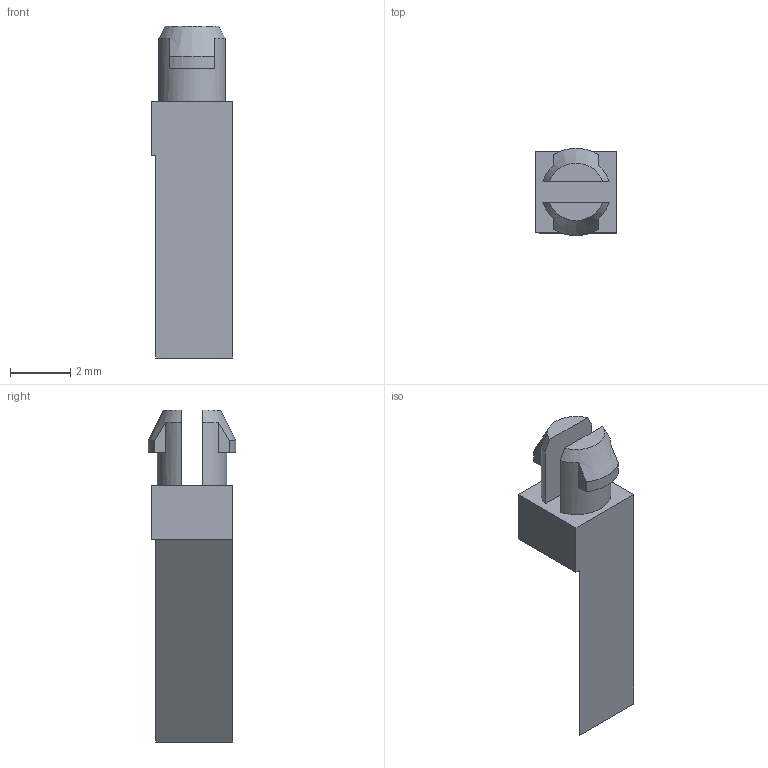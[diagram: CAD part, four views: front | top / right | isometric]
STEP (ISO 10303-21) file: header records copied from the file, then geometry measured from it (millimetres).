
FILE_DESCRIPTION(('Creo Elements/Direct Modeling STEP Export'),'2;1');
FILE_NAME('0ln7uvk5357j88j1116','2020-06-10T15:13:02',(''),(''),'Creo Elements/Direct Modeling STEP processor for AP214 (Solid Model)','Creo Elements/Direct Modeling 20.1B 02-Apr-2019 (C) Parametric Technology GmbH','');
FILE_SCHEMA(('AUTOMOTIVE_DESIGN { 1 0 10303 214 1 1 1 1 }'));
Length unit declared in the file: millimetre
Products named in the file (2): CR_Q03-2
Assembly tree (1 placements, depth 2):
  CR_Q03-2
    CR_Q03-2
Bounding box: 2.7 x 2.89 x 11 mm (x, y, z)
Volume: 41.9 mm3; surface area: 118.9 mm2
Topology: 1 solids, 1 shells, 24 faces, 60 edges, 40 vertices
Faces by surface type: plane 18, cylinder 4, cone 2
Entity records: 807 total; most frequent: CARTESIAN_POINT 214, ORIENTED_EDGE 120, DIRECTION 102, EDGE_CURVE 60, VERTEX_POINT 40, VECTOR 38, LINE 38, AXIS2_PLACEMENT_3D 32
